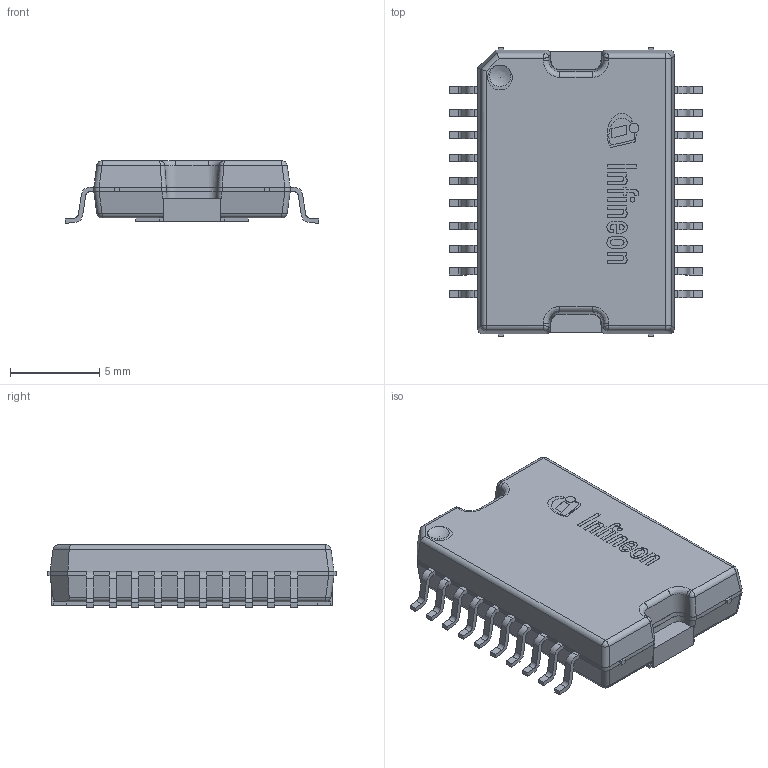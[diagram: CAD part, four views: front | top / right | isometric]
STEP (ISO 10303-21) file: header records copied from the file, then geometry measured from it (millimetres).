
FILE_DESCRIPTION(/* description */ (''),/* implementation_level */ '2;1');
FILE_NAME(/* name */ 'PG-DSO-20-37_Z8B00005374_V10_3D.stp',/* time_stamp */ '2024-06-06T12:05:48+05:30',/* author */ ('sivamani'),/* organization */ (''),/* preprocessor_version */ 'ST-DEVELOPER v19.2',/* originating_system */ 'AutoCAD Mechanical',/* authorisation */ '');
FILE_SCHEMA (('AUTOMOTIVE_DESIGN { 1 0 10303 214 3 1 1 }'));
Length unit declared in the file: millimetre
Products named in the file (1): Product
Bounding box: 14.2 x 16.2 x 3.51 mm (x, y, z)
Volume: 552 mm3; surface area: 1538.8 mm2
Topology: 43 solids, 43 shells, 578 faces, 1439 edges, 940 vertices
Faces by surface type: plane 407, cylinder 126, bspline 37, sphere 8
Full cylindrical faces by diameter (mm): 0.266 x1, 0.548 x1, 1.2 x1, 1.38 x1
Entity records: 18351 total; most frequent: CARTESIAN_POINT 4564, ORIENTED_EDGE 2862, DIRECTION 2714, EDGE_CURVE 1431, LINE 1112, VECTOR 1112, VERTEX_POINT 940, AXIS2_PLACEMENT_3D 801
